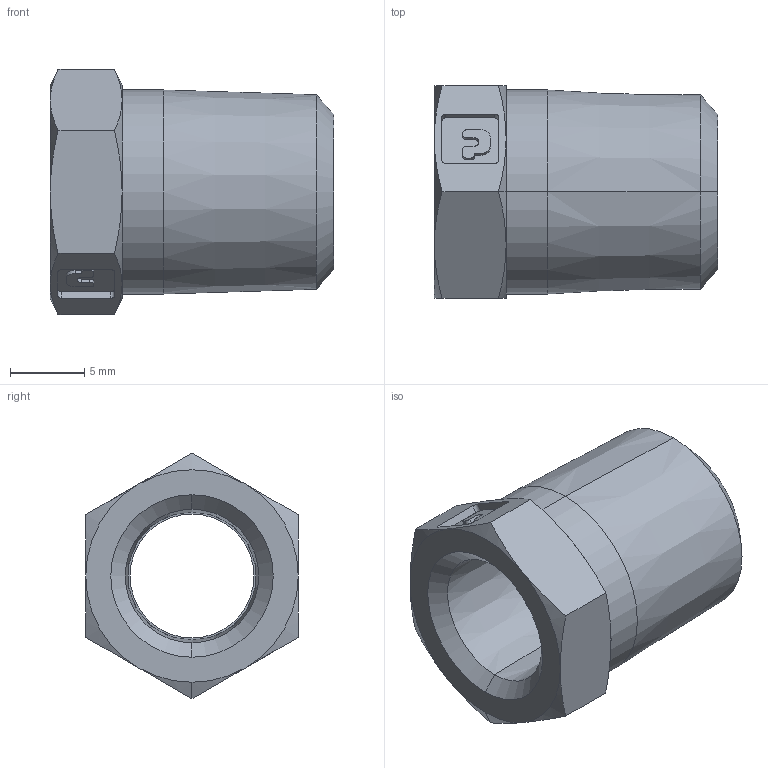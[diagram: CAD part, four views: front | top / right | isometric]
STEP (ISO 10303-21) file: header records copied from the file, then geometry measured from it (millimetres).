
FILE_DESCRIPTION (( 'STEP AP214' ), '1' );
FILE_NAME ('BrassBushing.step', '2018-12-19T16:08:27', ( '' ), ( '' ), 'SwSTEP 2.0', 'SolidWorks 2018', '' );
FILE_SCHEMA (( 'AUTOMOTIVE_DESIGN' ));
Length unit declared in the file: inch
Products named in the file (1): BrassBushing
Bounding box: 19.05 x 14.29 x 16.5 mm (x, y, z)
Volume: 1713.9 mm3; surface area: 1536.3 mm2
Topology: 1 solids, 1 shells, 96 faces, 242 edges, 154 vertices
Faces by surface type: plane 42, cylinder 32, cone 22
Entity records: 2992 total; most frequent: CARTESIAN_POINT 613, DIRECTION 498, ORIENTED_EDGE 484, EDGE_CURVE 242, AXIS2_PLACEMENT_3D 183, VERTEX_POINT 154, VECTOR 132, LINE 132
